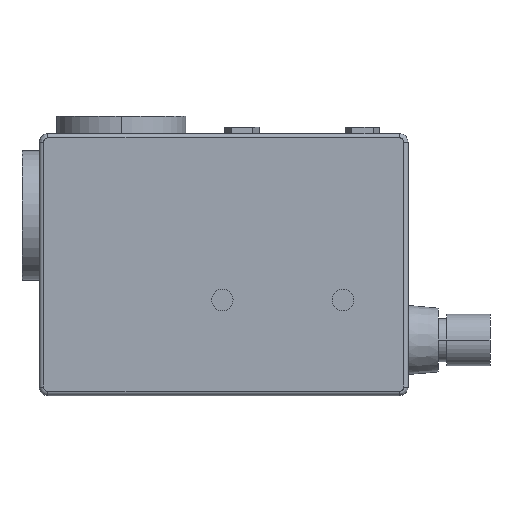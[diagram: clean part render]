
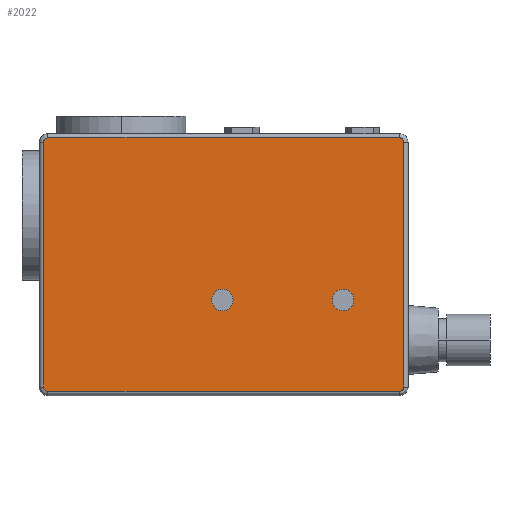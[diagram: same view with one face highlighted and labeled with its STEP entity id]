
A CAD part, left-side view. The second image highlights one B-rep face of the part: STEP entity #2022.
In plain terms, the highlighted planar face has unit normal (-1, 0, 0).
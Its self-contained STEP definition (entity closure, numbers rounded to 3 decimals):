
#301=CARTESIAN_POINT('',(-16.5,43.1,-38.6));
#302=DIRECTION('',(1.,0.,0.));
#303=DIRECTION('',(0.,1.,0.));
#304=AXIS2_PLACEMENT_3D('',#301,#302,#303);
#309=CARTESIAN_POINT('',(-16.5,43.1,-38.6));
#310=DIRECTION('',(1.,0.,0.));
#311=DIRECTION('',(0.,-1.,0.));
#312=AXIS2_PLACEMENT_3D('',#309,#310,#311);
#317=CARTESIAN_POINT('',(-16.5,15.1,-38.6));
#318=DIRECTION('',(1.,0.,0.));
#319=DIRECTION('',(0.,1.,0.));
#320=AXIS2_PLACEMENT_3D('',#317,#318,#319);
#325=CARTESIAN_POINT('',(-16.5,15.1,-38.6));
#326=DIRECTION('',(1.,0.,0.));
#327=DIRECTION('',(0.,-1.,0.));
#328=AXIS2_PLACEMENT_3D('',#325,#326,#327);
#333=DIRECTION('',(0.,0.,-1.));
#334=VECTOR('',#333,56.8);
#335=CARTESIAN_POINT('',(-16.5,84.6,-2.));
#336=LINE('',#335,#334);
#340=CARTESIAN_POINT('',(-16.5,83.6,-2.));
#341=DIRECTION('',(-1.,0.,0.));
#342=DIRECTION('',(0.,0.,1.));
#343=AXIS2_PLACEMENT_3D('',#340,#341,#342);
#348=DIRECTION('',(0.,1.,0.));
#349=VECTOR('',#348,81.6);
#350=CARTESIAN_POINT('',(-16.5,2.,-1.));
#351=LINE('',#350,#349);
#355=CARTESIAN_POINT('',(-16.5,2.,-2.));
#356=DIRECTION('',(-1.,0.,0.));
#357=DIRECTION('',(0.,-1.,0.));
#358=AXIS2_PLACEMENT_3D('',#355,#356,#357);
#363=DIRECTION('',(0.,0.,1.));
#364=VECTOR('',#363,56.8);
#365=CARTESIAN_POINT('',(-16.5,1.,-58.8));
#366=LINE('',#365,#364);
#370=CARTESIAN_POINT('',(-16.5,2.,-58.8));
#371=DIRECTION('',(-1.,0.,0.));
#372=DIRECTION('',(0.,0.,-1.));
#373=AXIS2_PLACEMENT_3D('',#370,#371,#372);
#378=DIRECTION('',(0.,-1.,0.));
#379=VECTOR('',#378,81.6);
#380=CARTESIAN_POINT('',(-16.5,83.6,-59.8));
#381=LINE('',#380,#379);
#385=CARTESIAN_POINT('',(-16.5,83.6,-58.8));
#386=DIRECTION('',(-1.,0.,0.));
#387=DIRECTION('',(0.,1.,0.));
#388=AXIS2_PLACEMENT_3D('',#385,#386,#387);
#1645=CARTESIAN_POINT('',(-16.5,45.6,-38.6));
#1646=CARTESIAN_POINT('',(-16.5,40.6,-38.6));
#1647=VERTEX_POINT('',#1645);
#1648=VERTEX_POINT('',#1646);
#1653=CARTESIAN_POINT('',(-16.5,17.6,-38.6));
#1654=CARTESIAN_POINT('',(-16.5,12.6,-38.6));
#1655=VERTEX_POINT('',#1653);
#1656=VERTEX_POINT('',#1654);
#1689=CARTESIAN_POINT('',(-16.5,84.6,-2.));
#1690=CARTESIAN_POINT('',(-16.5,84.6,-58.8));
#1691=VERTEX_POINT('',#1689);
#1692=VERTEX_POINT('',#1690);
#1697=CARTESIAN_POINT('',(-16.5,83.6,-59.8));
#1698=VERTEX_POINT('',#1697);
#1701=CARTESIAN_POINT('',(-16.5,2.,-59.8));
#1702=VERTEX_POINT('',#1701);
#1705=CARTESIAN_POINT('',(-16.5,1.,-58.8));
#1706=VERTEX_POINT('',#1705);
#1709=CARTESIAN_POINT('',(-16.5,1.,-2.));
#1710=VERTEX_POINT('',#1709);
#1713=CARTESIAN_POINT('',(-16.5,2.,-1.));
#1714=VERTEX_POINT('',#1713);
#1717=CARTESIAN_POINT('',(-16.5,83.6,-1.));
#1718=VERTEX_POINT('',#1717);
#1988=CARTESIAN_POINT('',(-16.5,85.6,0.));
#1989=DIRECTION('',(-1.,0.,0.));
#1990=DIRECTION('',(0.,-1.,0.));
#1991=AXIS2_PLACEMENT_3D('',#1988,#1989,#1990);
#1992=PLANE('',#1991);
#1994=ORIENTED_EDGE('',*,*,#1993,.F.);
#1996=ORIENTED_EDGE('',*,*,#1995,.F.);
#1998=ORIENTED_EDGE('',*,*,#1997,.F.);
#2000=ORIENTED_EDGE('',*,*,#1999,.F.);
#2002=ORIENTED_EDGE('',*,*,#2001,.F.);
#2003=ORIENTED_EDGE('',*,*,#1978,.F.);
#2005=ORIENTED_EDGE('',*,*,#2004,.F.);
#2007=ORIENTED_EDGE('',*,*,#2006,.F.);
#2008=EDGE_LOOP('',(#1994,#1996,#1998,#2000,#2002,#2003,#2005,#2007));
#2009=FACE_OUTER_BOUND('',#2008,.F.);
#2011=ORIENTED_EDGE('',*,*,#2010,.F.);
#2013=ORIENTED_EDGE('',*,*,#2012,.F.);
#2014=EDGE_LOOP('',(#2011,#2013));
#2015=FACE_BOUND('',#2014,.F.);
#2017=ORIENTED_EDGE('',*,*,#2016,.F.);
#2019=ORIENTED_EDGE('',*,*,#2018,.F.);
#2020=EDGE_LOOP('',(#2017,#2019));
#2021=FACE_BOUND('',#2020,.F.);
#2022=ADVANCED_FACE('',(#2009,#2015,#2021),#1992,.T.);
#305=CIRCLE('',#304,2.5);
#313=CIRCLE('',#312,2.5);
#321=CIRCLE('',#320,2.5);
#329=CIRCLE('',#328,2.5);
#344=CIRCLE('',#343,1.);
#359=CIRCLE('',#358,1.);
#374=CIRCLE('',#373,1.);
#389=CIRCLE('',#388,1.);
#1978=EDGE_CURVE('',#1702,#1706,#374,.T.);
#1993=EDGE_CURVE('',#1691,#1692,#336,.T.);
#1995=EDGE_CURVE('',#1718,#1691,#344,.T.);
#1997=EDGE_CURVE('',#1714,#1718,#351,.T.);
#1999=EDGE_CURVE('',#1710,#1714,#359,.T.);
#2001=EDGE_CURVE('',#1706,#1710,#366,.T.);
#2004=EDGE_CURVE('',#1698,#1702,#381,.T.);
#2006=EDGE_CURVE('',#1692,#1698,#389,.T.);
#2010=EDGE_CURVE('',#1647,#1648,#305,.T.);
#2012=EDGE_CURVE('',#1648,#1647,#313,.T.);
#2016=EDGE_CURVE('',#1655,#1656,#321,.T.);
#2018=EDGE_CURVE('',#1656,#1655,#329,.T.);
